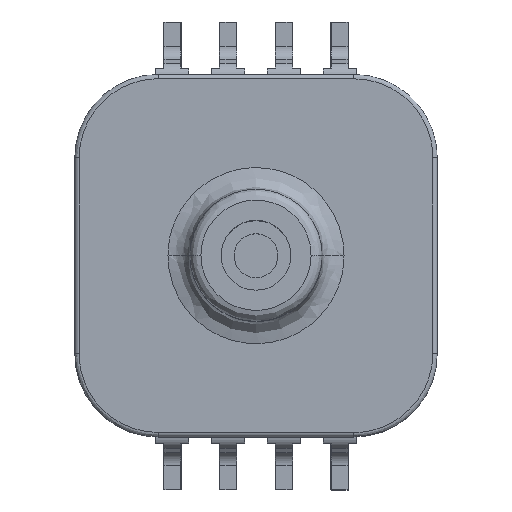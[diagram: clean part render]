
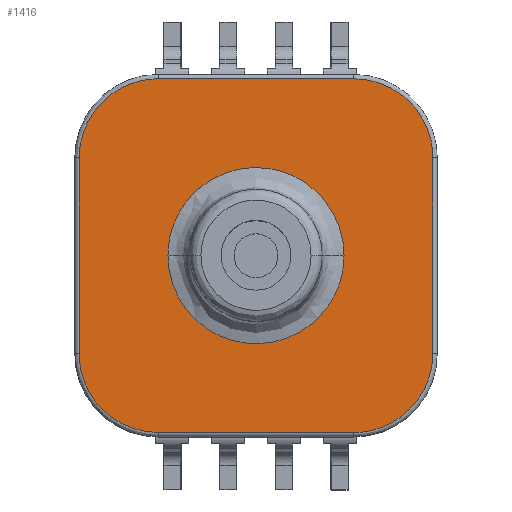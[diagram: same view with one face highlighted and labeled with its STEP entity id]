
A CAD part, top view. The second image highlights one B-rep face of the part: STEP entity #1416.
In plain terms, the highlighted planar face has unit normal (0, 0, 1).
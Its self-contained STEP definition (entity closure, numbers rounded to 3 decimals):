
#36 = DIRECTION ( 'NONE',  ( 0., 0., -1. ) ) ;
#45 = ORIENTED_EDGE ( 'NONE', *, *, #485, .F. ) ;
#104 = CARTESIAN_POINT ( 'NONE',  ( 0., 0.1, 1.85 ) ) ;
#259 = CARTESIAN_POINT ( 'NONE',  ( 7.404, 8.15, 1.85 ) ) ;
#318 = CARTESIAN_POINT ( 'NONE',  ( 0., 8.15, 1.85 ) ) ;
#326 =( BOUNDED_CURVE ( )  B_SPLINE_CURVE ( 3, ( #4811, #1003, #2672, #4400 ),
 .UNSPECIFIED., .F., .T. ) 
 B_SPLINE_CURVE_WITH_KNOTS ( ( 4, 4 ),
 ( 0., 1. ),
 .UNSPECIFIED. ) 
 CURVE ( )  GEOMETRIC_REPRESENTATION_ITEM ( )  RATIONAL_B_SPLINE_CURVE ( ( 1., 0.333, 0.333, 1. ) ) 
 REPRESENTATION_ITEM ( '' )  );
#350 = ORIENTED_EDGE ( 'NONE', *, *, #389, .F. ) ;
#389 = EDGE_CURVE ( 'NONE', #1616, #3074, #4100, .T. ) ;
#485 = EDGE_CURVE ( 'NONE', #4640, #1616, #1572, .T. ) ;
#547 = CARTESIAN_POINT ( 'NONE',  ( 0.846, 8.15, 1.85 ) ) ;
#693 = ORIENTED_EDGE ( 'NONE', *, *, #4210, .F. ) ;
#712 = CARTESIAN_POINT ( 'NONE',  ( 7.404, 0.1, 1.85 ) ) ;
#768 = CARTESIAN_POINT ( 'NONE',  ( 1.9, 0.1, 1.85 ) ) ;
#796 = CARTESIAN_POINT ( 'NONE',  ( 0.846, 0.1, 1.85 ) ) ;
#863 =( BOUNDED_CURVE ( )  B_SPLINE_CURVE ( 3, ( #4048, #259, #1903, #3606 ),
 .UNSPECIFIED., .F., .T. ) 
 B_SPLINE_CURVE_WITH_KNOTS ( ( 4, 4 ),
 ( 0., 1. ),
 .UNSPECIFIED. ) 
 CURVE ( )  GEOMETRIC_REPRESENTATION_ITEM ( )  RATIONAL_B_SPLINE_CURVE ( ( 1., 0.805, 0.805, 1. ) ) 
 REPRESENTATION_ITEM ( '' )  );
#867 = VECTOR ( 'NONE', #5218, 1000. ) ;
#931 = CARTESIAN_POINT ( 'NONE',  ( 1.9, 8.15, 1.85 ) ) ;
#942 = CARTESIAN_POINT ( 'NONE',  ( 2.122, 8.132, 1.85 ) ) ;
#1003 = CARTESIAN_POINT ( 'NONE',  ( 2.122, 0.118, 1.85 ) ) ;
#1155 = ORIENTED_EDGE ( 'NONE', *, *, #4057, .F. ) ;
#1218 = FACE_BOUND ( 'NONE', #3592, .T. ) ;
#1232 = EDGE_CURVE ( 'NONE', #1892, #1477, #1811, .T. ) ;
#1244 = EDGE_CURVE ( 'NONE', #3745, #2815, #326, .T. ) ;
#1416 = ADVANCED_FACE ( 'NONE', ( #1218, #2904 ), #4632, .F. ) ;
#1477 = VERTEX_POINT ( 'NONE', #2735 ) ;
#1479 = EDGE_CURVE ( 'NONE', #3844, #1892, #863, .T. ) ;
#1572 = LINE ( 'NONE', #3271, #2191 ) ;
#1616 = VERTEX_POINT ( 'NONE', #3489 ) ;
#1679 = DIRECTION ( 'NONE',  ( -1., 0., 0. ) ) ;
#1741 = DIRECTION ( 'NONE',  ( -1., 0., 0. ) ) ;
#1782 = VECTOR ( 'NONE', #1966, 1000. ) ;
#1811 = LINE ( 'NONE', #3508, #867 ) ;
#1892 = VERTEX_POINT ( 'NONE', #4159 ) ;
#1903 = CARTESIAN_POINT ( 'NONE',  ( 8.15, 7.404, 1.85 ) ) ;
#1966 = DIRECTION ( 'NONE',  ( 1., 0., 0. ) ) ;
#2191 = VECTOR ( 'NONE', #4982, 1000. ) ;
#2203 = CARTESIAN_POINT ( 'NONE',  ( 1.9, 8.15, 1.85 ) ) ;
#2295 = ORIENTED_EDGE ( 'NONE', *, *, #3511, .F. ) ;
#2369 = CARTESIAN_POINT ( 'NONE',  ( 6.35, 0.1, 1.85 ) ) ;
#2464 = CARTESIAN_POINT ( 'NONE',  ( 0.1, 0.846, 1.85 ) ) ;
#2544 = CARTESIAN_POINT ( 'NONE',  ( 6.35, 8.15, 1.85 ) ) ;
#2607 = CARTESIAN_POINT ( 'NONE',  ( 2.122, 4.125, 1.85 ) ) ;
#2623 = CARTESIAN_POINT ( 'NONE',  ( 0.1, 6.35, 1.85 ) ) ;
#2672 = CARTESIAN_POINT ( 'NONE',  ( 6.128, 0.118, 1.85 ) ) ;
#2735 = CARTESIAN_POINT ( 'NONE',  ( 8.15, 1.9, 1.85 ) ) ;
#2770 = EDGE_CURVE ( 'NONE', #2815, #3745, #4268, .T. ) ;
#2801 = CARTESIAN_POINT ( 'NONE',  ( 8.15, 1.9, 1.85 ) ) ;
#2815 = VERTEX_POINT ( 'NONE', #4318 ) ;
#2882 = CARTESIAN_POINT ( 'NONE',  ( 2.122, 4.125, 1.85 ) ) ;
#2904 = FACE_OUTER_BOUND ( 'NONE', #3438, .T. ) ;
#3028 = CARTESIAN_POINT ( 'NONE',  ( 6.128, 4.125, 1.85 ) ) ;
#3074 = VERTEX_POINT ( 'NONE', #931 ) ;
#3173 = ORIENTED_EDGE ( 'NONE', *, *, #2770, .F. ) ;
#3271 = CARTESIAN_POINT ( 'NONE',  ( 0.1, 8.25, 1.85 ) ) ;
#3304 =( BOUNDED_CURVE ( )  B_SPLINE_CURVE ( 3, ( #2801, #4527, #712, #2369 ),
 .UNSPECIFIED., .F., .F. ) 
 B_SPLINE_CURVE_WITH_KNOTS ( ( 4, 4 ),
 ( 0., 1. ),
 .UNSPECIFIED. ) 
 CURVE ( )  GEOMETRIC_REPRESENTATION_ITEM ( )  RATIONAL_B_SPLINE_CURVE ( ( 1., 0.805, 0.805, 1. ) ) 
 REPRESENTATION_ITEM ( '' )  );
#3438 = EDGE_LOOP ( 'NONE', ( #350, #45, #693, #2295, #1155, #3499, #5145, #4846 ) ) ;
#3489 = CARTESIAN_POINT ( 'NONE',  ( 0.1, 6.35, 1.85 ) ) ;
#3499 = ORIENTED_EDGE ( 'NONE', *, *, #1232, .F. ) ;
#3508 = CARTESIAN_POINT ( 'NONE',  ( 8.15, 8.25, 1.85 ) ) ;
#3511 = EDGE_CURVE ( 'NONE', #4487, #4083, #3882, .T. ) ;
#3541 = VECTOR ( 'NONE', #1741, 1000. ) ;
#3592 = EDGE_LOOP ( 'NONE', ( #4803, #3173 ) ) ;
#3606 = CARTESIAN_POINT ( 'NONE',  ( 8.15, 6.35, 1.85 ) ) ;
#3745 = VERTEX_POINT ( 'NONE', #2882 ) ;
#3806 = CARTESIAN_POINT ( 'NONE',  ( 0., 8.25, 1.85 ) ) ;
#3844 = VERTEX_POINT ( 'NONE', #2544 ) ;
#3879 =( BOUNDED_CURVE ( )  B_SPLINE_CURVE ( 3, ( #4615, #796, #2464, #4187 ),
 .UNSPECIFIED., .F., .F. ) 
 B_SPLINE_CURVE_WITH_KNOTS ( ( 4, 4 ),
 ( 0., 1. ),
 .UNSPECIFIED. ) 
 CURVE ( )  GEOMETRIC_REPRESENTATION_ITEM ( )  RATIONAL_B_SPLINE_CURVE ( ( 1., 0.805, 0.805, 1. ) ) 
 REPRESENTATION_ITEM ( '' )  );
#3882 = LINE ( 'NONE', #104, #3541 ) ;
#4048 = CARTESIAN_POINT ( 'NONE',  ( 6.35, 8.15, 1.85 ) ) ;
#4057 = EDGE_CURVE ( 'NONE', #1477, #4487, #3304, .T. ) ;
#4083 = VERTEX_POINT ( 'NONE', #768 ) ;
#4100 =( BOUNDED_CURVE ( )  B_SPLINE_CURVE ( 3, ( #2623, #4341, #547, #2203 ),
 .UNSPECIFIED., .F., .T. ) 
 B_SPLINE_CURVE_WITH_KNOTS ( ( 4, 4 ),
 ( 0., 1. ),
 .UNSPECIFIED. ) 
 CURVE ( )  GEOMETRIC_REPRESENTATION_ITEM ( )  RATIONAL_B_SPLINE_CURVE ( ( 1., 0.805, 0.805, 1. ) ) 
 REPRESENTATION_ITEM ( '' )  );
#4101 = LINE ( 'NONE', #318, #1782 ) ;
#4159 = CARTESIAN_POINT ( 'NONE',  ( 8.15, 6.35, 1.85 ) ) ;
#4187 = CARTESIAN_POINT ( 'NONE',  ( 0.1, 1.9, 1.85 ) ) ;
#4210 = EDGE_CURVE ( 'NONE', #4083, #4640, #3879, .T. ) ;
#4268 =( BOUNDED_CURVE ( )  B_SPLINE_CURVE ( 3, ( #3028, #4754, #942, #2607 ),
 .UNSPECIFIED., .F., .F. ) 
 B_SPLINE_CURVE_WITH_KNOTS ( ( 4, 4 ),
 ( 0., 1. ),
 .UNSPECIFIED. ) 
 CURVE ( )  GEOMETRIC_REPRESENTATION_ITEM ( )  RATIONAL_B_SPLINE_CURVE ( ( 1., 0.333, 0.333, 1. ) ) 
 REPRESENTATION_ITEM ( '' )  );
#4318 = CARTESIAN_POINT ( 'NONE',  ( 6.128, 4.125, 1.85 ) ) ;
#4341 = CARTESIAN_POINT ( 'NONE',  ( 0.1, 7.404, 1.85 ) ) ;
#4400 = CARTESIAN_POINT ( 'NONE',  ( 6.128, 4.125, 1.85 ) ) ;
#4423 = CARTESIAN_POINT ( 'NONE',  ( 6.35, 0.1, 1.85 ) ) ;
#4487 = VERTEX_POINT ( 'NONE', #4423 ) ;
#4527 = CARTESIAN_POINT ( 'NONE',  ( 8.15, 0.846, 1.85 ) ) ;
#4615 = CARTESIAN_POINT ( 'NONE',  ( 1.9, 0.1, 1.85 ) ) ;
#4632 = PLANE ( 'NONE',  #4786 ) ;
#4640 = VERTEX_POINT ( 'NONE', #4773 ) ;
#4684 = EDGE_CURVE ( 'NONE', #3074, #3844, #4101, .T. ) ;
#4754 = CARTESIAN_POINT ( 'NONE',  ( 6.128, 8.132, 1.85 ) ) ;
#4773 = CARTESIAN_POINT ( 'NONE',  ( 0.1, 1.9, 1.85 ) ) ;
#4786 = AXIS2_PLACEMENT_3D ( 'NONE', #3806, #36, #1679 ) ;
#4803 = ORIENTED_EDGE ( 'NONE', *, *, #1244, .F. ) ;
#4811 = CARTESIAN_POINT ( 'NONE',  ( 2.122, 4.125, 1.85 ) ) ;
#4846 = ORIENTED_EDGE ( 'NONE', *, *, #4684, .F. ) ;
#4982 = DIRECTION ( 'NONE',  ( 0., 1., 0. ) ) ;
#5145 = ORIENTED_EDGE ( 'NONE', *, *, #1479, .F. ) ;
#5218 = DIRECTION ( 'NONE',  ( 0., -1., 0. ) ) ;
